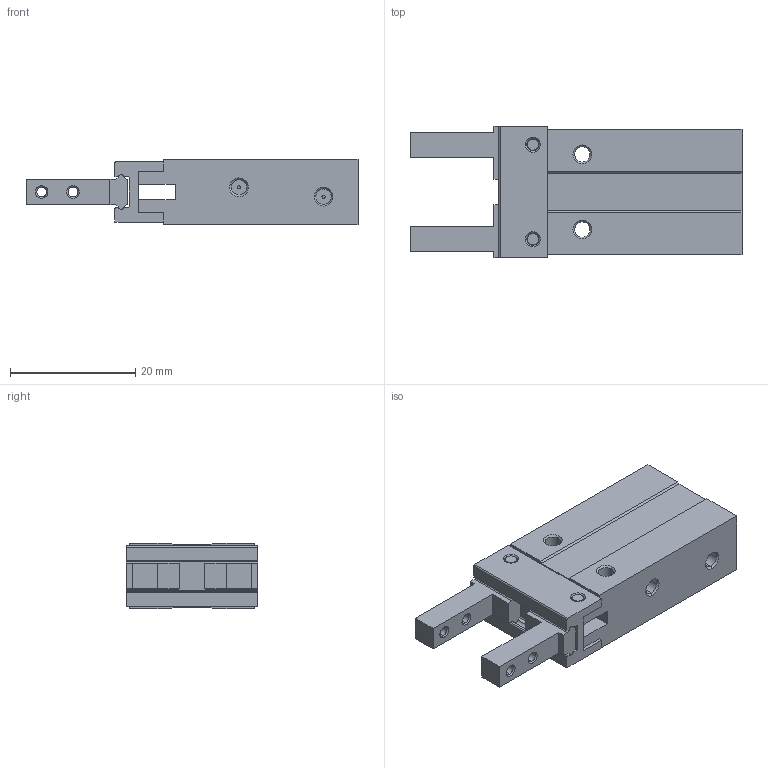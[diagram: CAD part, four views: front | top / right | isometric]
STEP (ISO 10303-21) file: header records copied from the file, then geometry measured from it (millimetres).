
FILE_DESCRIPTION (( 'STEP AP203' ), '1' );
FILE_NAME ('KP06MD-M.step', '2017-07-18T20:15:48', ( '' ), ( '' ), 'SwSTEP 2.0', 'SolidWorks 2017', '' );
FILE_SCHEMA (( 'CONFIG_CONTROL_DESIGN' ));
Length unit declared in the file: millimetre
Products named in the file (4): KP06MD-M-3; KP06MD-M; KP06MD-M-1; KP06MD-M-2
Assembly tree (3 placements, depth 2):
  KP06MD-M
    KP06MD-M-1
    KP06MD-M-2
    KP06MD-M-3
Bounding box: 53 x 21 x 10.5 mm (x, y, z)
Volume: 7021.1 mm3; surface area: 5177.7 mm2
Topology: 3 solids, 3 shells, 184 faces, 452 edges, 286 vertices
Faces by surface type: plane 94, cone 46, cylinder 44
Entity records: 5910 total; most frequent: CARTESIAN_POINT 1162, ORIENTED_EDGE 904, DIRECTION 896, EDGE_CURVE 452, AXIS2_PLACEMENT_3D 332, VERTEX_POINT 286, VECTOR 232, LINE 232
